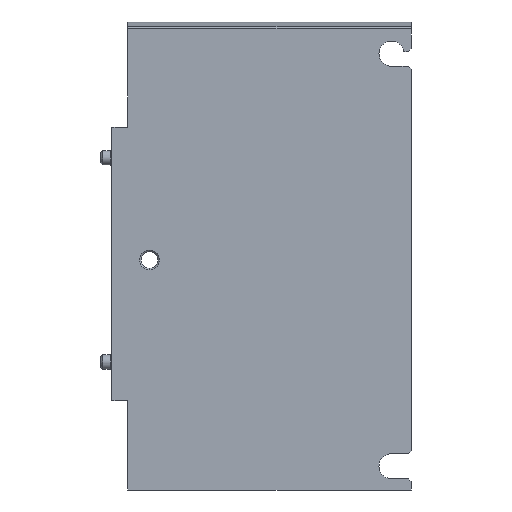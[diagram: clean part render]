
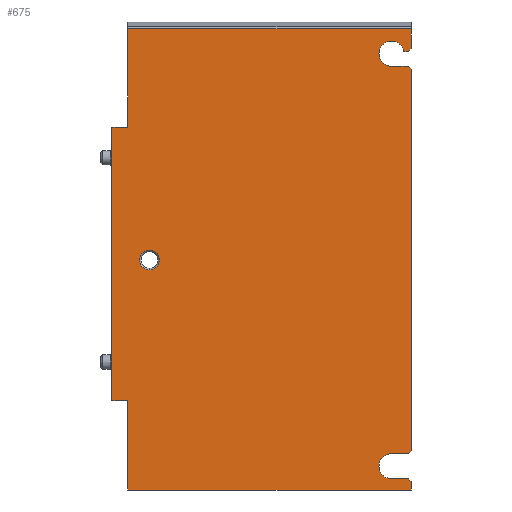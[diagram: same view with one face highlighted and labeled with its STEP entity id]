
A CAD part, left-side view. The second image highlights one B-rep face of the part: STEP entity #675.
In plain terms, the highlighted planar face has unit normal (-1, 0, 0).
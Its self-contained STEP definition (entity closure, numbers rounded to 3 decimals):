
#40=LINE('',#1026,#96);
#41=LINE('',#1029,#97);
#42=LINE('',#1033,#98);
#43=LINE('',#1035,#99);
#44=LINE('',#1037,#100);
#45=LINE('',#1039,#101);
#46=LINE('',#1041,#102);
#47=LINE('',#1045,#103);
#48=LINE('',#1047,#104);
#49=LINE('',#1049,#105);
#50=LINE('',#1051,#106);
#51=LINE('',#1053,#107);
#52=LINE('',#1055,#108);
#53=LINE('',#1057,#109);
#54=LINE('',#1059,#110);
#55=LINE('',#1061,#111);
#56=LINE('',#1063,#112);
#57=LINE('',#1065,#113);
#96=VECTOR('',#816,1000.);
#97=VECTOR('',#817,1000.);
#98=VECTOR('',#820,1000.);
#99=VECTOR('',#821,1000.);
#100=VECTOR('',#822,1000.);
#101=VECTOR('',#823,1000.);
#102=VECTOR('',#824,1000.);
#103=VECTOR('',#827,1000.);
#104=VECTOR('',#828,1000.);
#105=VECTOR('',#829,1000.);
#106=VECTOR('',#830,1000.);
#107=VECTOR('',#831,1000.);
#108=VECTOR('',#832,1000.);
#109=VECTOR('',#833,1000.);
#110=VECTOR('',#834,1000.);
#111=VECTOR('',#835,1000.);
#112=VECTOR('',#836,1000.);
#113=VECTOR('',#837,1000.);
#152=ORIENTED_EDGE('',*,*,#328,.F.);
#153=ORIENTED_EDGE('',*,*,#329,.T.);
#154=ORIENTED_EDGE('',*,*,#330,.T.);
#155=ORIENTED_EDGE('',*,*,#331,.T.);
#156=ORIENTED_EDGE('',*,*,#332,.T.);
#157=ORIENTED_EDGE('',*,*,#333,.T.);
#158=ORIENTED_EDGE('',*,*,#334,.T.);
#159=ORIENTED_EDGE('',*,*,#335,.T.);
#160=ORIENTED_EDGE('',*,*,#336,.T.);
#161=ORIENTED_EDGE('',*,*,#337,.T.);
#162=ORIENTED_EDGE('',*,*,#338,.T.);
#163=ORIENTED_EDGE('',*,*,#339,.T.);
#164=ORIENTED_EDGE('',*,*,#340,.T.);
#165=ORIENTED_EDGE('',*,*,#341,.F.);
#166=ORIENTED_EDGE('',*,*,#342,.F.);
#167=ORIENTED_EDGE('',*,*,#343,.F.);
#168=ORIENTED_EDGE('',*,*,#344,.F.);
#169=ORIENTED_EDGE('',*,*,#345,.F.);
#170=ORIENTED_EDGE('',*,*,#346,.F.);
#171=ORIENTED_EDGE('',*,*,#347,.T.);
#172=ORIENTED_EDGE('',*,*,#348,.T.);
#328=EDGE_CURVE('',#416,#416,#482,.T.);
#329=EDGE_CURVE('',#417,#418,#40,.T.);
#330=EDGE_CURVE('',#418,#419,#41,.T.);
#331=EDGE_CURVE('',#419,#420,#483,.T.);
#332=EDGE_CURVE('',#420,#421,#42,.T.);
#333=EDGE_CURVE('',#421,#422,#43,.T.);
#334=EDGE_CURVE('',#422,#423,#44,.T.);
#335=EDGE_CURVE('',#423,#424,#45,.T.);
#336=EDGE_CURVE('',#424,#425,#46,.T.);
#337=EDGE_CURVE('',#425,#426,#484,.T.);
#338=EDGE_CURVE('',#426,#427,#47,.T.);
#339=EDGE_CURVE('',#427,#428,#48,.T.);
#340=EDGE_CURVE('',#428,#429,#49,.T.);
#341=EDGE_CURVE('',#430,#429,#50,.T.);
#342=EDGE_CURVE('',#431,#430,#51,.T.);
#343=EDGE_CURVE('',#432,#431,#52,.T.);
#344=EDGE_CURVE('',#433,#432,#53,.T.);
#345=EDGE_CURVE('',#434,#433,#54,.T.);
#346=EDGE_CURVE('',#435,#434,#55,.T.);
#347=EDGE_CURVE('',#435,#436,#56,.T.);
#348=EDGE_CURVE('',#436,#417,#57,.T.);
#416=VERTEX_POINT('',#1025);
#417=VERTEX_POINT('',#1027);
#418=VERTEX_POINT('',#1028);
#419=VERTEX_POINT('',#1030);
#420=VERTEX_POINT('',#1032);
#421=VERTEX_POINT('',#1034);
#422=VERTEX_POINT('',#1036);
#423=VERTEX_POINT('',#1038);
#424=VERTEX_POINT('',#1040);
#425=VERTEX_POINT('',#1042);
#426=VERTEX_POINT('',#1044);
#427=VERTEX_POINT('',#1046);
#428=VERTEX_POINT('',#1048);
#429=VERTEX_POINT('',#1050);
#430=VERTEX_POINT('',#1052);
#431=VERTEX_POINT('',#1054);
#432=VERTEX_POINT('',#1056);
#433=VERTEX_POINT('',#1058);
#434=VERTEX_POINT('',#1060);
#435=VERTEX_POINT('',#1062);
#436=VERTEX_POINT('',#1064);
#482=CIRCLE('',#734,2.5);
#483=CIRCLE('',#735,3.15);
#484=CIRCLE('',#736,3.15);
#514=EDGE_LOOP('',(#152));
#515=EDGE_LOOP('',(#153,#154,#155,#156,#157,#158,#159,#160,#161,#162,#163,
#164,#165,#166,#167,#168,#169,#170,#171,#172));
#582=FACE_BOUND('',#514,.T.);
#583=FACE_BOUND('',#515,.T.);
#650=PLANE('',#733);
#675=ADVANCED_FACE('',(#582,#583),#650,.F.);
#733=AXIS2_PLACEMENT_3D('',#1023,#812,#813);
#734=AXIS2_PLACEMENT_3D('',#1024,#814,#815);
#735=AXIS2_PLACEMENT_3D('',#1031,#818,#819);
#736=AXIS2_PLACEMENT_3D('',#1043,#825,#826);
#812=DIRECTION('',(1.,0.,0.));
#813=DIRECTION('',(0.,0.,-1.));
#814=DIRECTION('',(-1.,0.,0.));
#815=DIRECTION('',(0.,0.,1.));
#816=DIRECTION('',(0.,0.707,0.707));
#817=DIRECTION('',(0.,1.,0.));
#818=DIRECTION('',(1.,0.,0.));
#819=DIRECTION('',(0.,0.,-1.));
#820=DIRECTION('',(0.,-1.,0.));
#821=DIRECTION('',(0.,-0.707,0.707));
#822=DIRECTION('',(0.,0.,1.));
#823=DIRECTION('',(0.,0.707,0.707));
#824=DIRECTION('',(0.,1.,0.));
#825=DIRECTION('',(1.,0.,0.));
#826=DIRECTION('',(0.,0.,-1.));
#827=DIRECTION('',(0.,-1.,0.));
#828=DIRECTION('',(0.,-0.707,0.707));
#829=DIRECTION('',(0.,0.,1.));
#830=DIRECTION('',(0.,-1.,0.));
#831=DIRECTION('',(0.,0.,1.));
#832=DIRECTION('',(0.,-1.,0.));
#833=DIRECTION('',(0.,0.,1.));
#834=DIRECTION('',(0.,1.,0.));
#835=DIRECTION('',(0.,0.,1.));
#836=DIRECTION('',(0.,-1.,0.));
#837=DIRECTION('',(0.,0.,1.));
#1023=CARTESIAN_POINT('',(-9.,71.5,-58.));
#1024=CARTESIAN_POINT('',(-9.,66.,0.));
#1025=CARTESIAN_POINT('',(-9.,66.,2.5));
#1026=CARTESIAN_POINT('',(-9.,0.,-55.85));
#1027=CARTESIAN_POINT('',(-9.,0.,-55.85));
#1028=CARTESIAN_POINT('',(-9.,0.7,-55.15));
#1029=CARTESIAN_POINT('',(-9.,0.7,-55.15));
#1030=CARTESIAN_POINT('',(-9.,5.,-55.15));
#1031=CARTESIAN_POINT('',(-9.,5.,-52.));
#1032=CARTESIAN_POINT('',(-9.,5.,-48.85));
#1033=CARTESIAN_POINT('',(-9.,5.,-48.85));
#1034=CARTESIAN_POINT('',(-9.,0.7,-48.85));
#1035=CARTESIAN_POINT('',(-9.,0.7,-48.85));
#1036=CARTESIAN_POINT('',(-9.,0.,-48.15));
#1037=CARTESIAN_POINT('',(-9.,0.,-58.));
#1038=CARTESIAN_POINT('',(-9.,0.,48.1));
#1039=CARTESIAN_POINT('',(-9.,0.,48.1));
#1040=CARTESIAN_POINT('',(-9.,0.75,48.85));
#1041=CARTESIAN_POINT('',(-9.,0.75,48.85));
#1042=CARTESIAN_POINT('',(-9.,5.,48.85));
#1043=CARTESIAN_POINT('',(-9.,5.,52.));
#1044=CARTESIAN_POINT('',(-9.,1.898,52.55));
#1045=CARTESIAN_POINT('',(-9.,1.898,52.55));
#1046=CARTESIAN_POINT('',(-9.,0.75,52.55));
#1047=CARTESIAN_POINT('',(-9.,0.75,52.55));
#1048=CARTESIAN_POINT('',(-9.,0.,53.3));
#1049=CARTESIAN_POINT('',(-9.,0.,-58.));
#1050=CARTESIAN_POINT('',(-9.,0.,58.292));
#1051=CARTESIAN_POINT('',(-9.,71.5,58.292));
#1052=CARTESIAN_POINT('',(-9.,71.5,58.292));
#1053=CARTESIAN_POINT('',(-9.,71.5,-58.));
#1054=CARTESIAN_POINT('',(-9.,71.5,33.5));
#1055=CARTESIAN_POINT('',(-9.,75.5,33.5));
#1056=CARTESIAN_POINT('',(-9.,75.5,33.5));
#1057=CARTESIAN_POINT('',(-9.,75.5,-35.5));
#1058=CARTESIAN_POINT('',(-9.,75.5,-35.5));
#1059=CARTESIAN_POINT('',(-9.,71.5,-35.5));
#1060=CARTESIAN_POINT('',(-9.,71.5,-35.5));
#1061=CARTESIAN_POINT('',(-9.,71.5,-58.));
#1062=CARTESIAN_POINT('',(-9.,71.5,-58.));
#1063=CARTESIAN_POINT('',(-9.,71.5,-58.));
#1064=CARTESIAN_POINT('',(-9.,0.,-58.));
#1065=CARTESIAN_POINT('',(-9.,0.,-58.));
